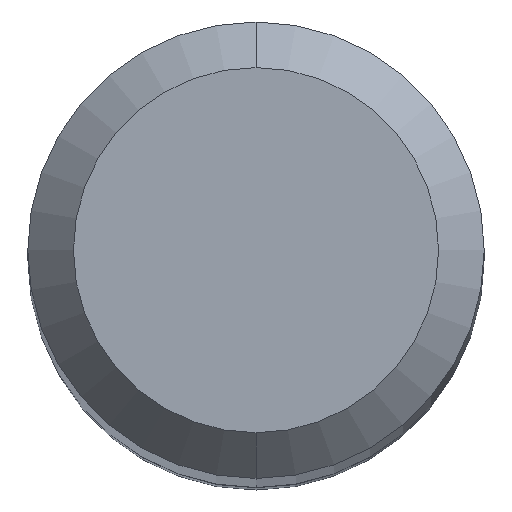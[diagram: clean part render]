
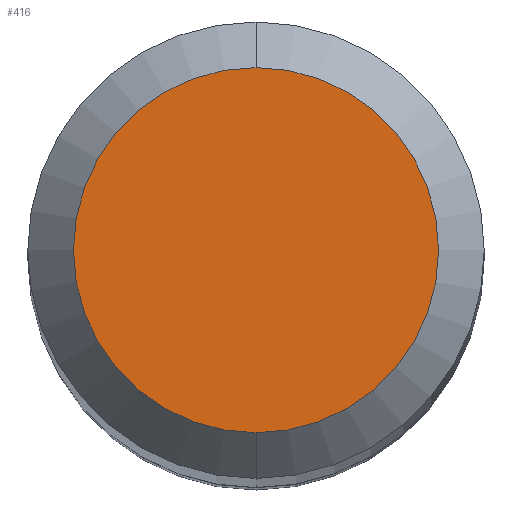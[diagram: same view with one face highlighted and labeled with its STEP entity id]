
A CAD part, top view. The second image highlights one B-rep face of the part: STEP entity #416.
In plain terms, the highlighted planar face has unit normal (0, 0, 1).
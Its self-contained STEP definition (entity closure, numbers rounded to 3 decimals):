
#190=EDGE_CURVE('',#412,#260,#492,.T.);
#260=VERTEX_POINT('',#570);
#296=EDGE_CURVE('',#260,#412,#609,.T.);
#412=VERTEX_POINT('',#739);
#416=ADVANCED_FACE('',(#743),#744,.T.);
#492=CIRCLE('',#849,1.2);
#570=CARTESIAN_POINT('',(0.,-1.2,0.0));
#609=CIRCLE('',#1113,1.2);
#739=CARTESIAN_POINT('',(0.0,1.2,0.0));
#743=FACE_OUTER_BOUND('',#1355,.T.);
#744=PLANE('',#1356);
#849=AXIS2_PLACEMENT_3D('',#1443,#1444,#1445);
#1113=AXIS2_PLACEMENT_3D('',#1565,#1566,#1567);
#1355=EDGE_LOOP('',(#1727,#1728));
#1356=AXIS2_PLACEMENT_3D('',#1729,#1730,#1731);
#1443=CARTESIAN_POINT('',(0.0,0.0,0.0));
#1444=DIRECTION('',(0.0,0.0,-1.0));
#1445=DIRECTION('',(0.0,1.0,0.0));
#1565=CARTESIAN_POINT('',(0.0,0.0,0.0));
#1566=DIRECTION('',(0.0,0.0,-1.0));
#1567=DIRECTION('',(0.0,1.0,0.0));
#1727=ORIENTED_EDGE('',*,*,#190,.F.);
#1728=ORIENTED_EDGE('',*,*,#296,.F.);
#1729=CARTESIAN_POINT('',(0.0,0.6,0.0));
#1730=DIRECTION('',(-0.0,0.0,1.0));
#1731=DIRECTION('',(0.0,-1.0,0.0));
